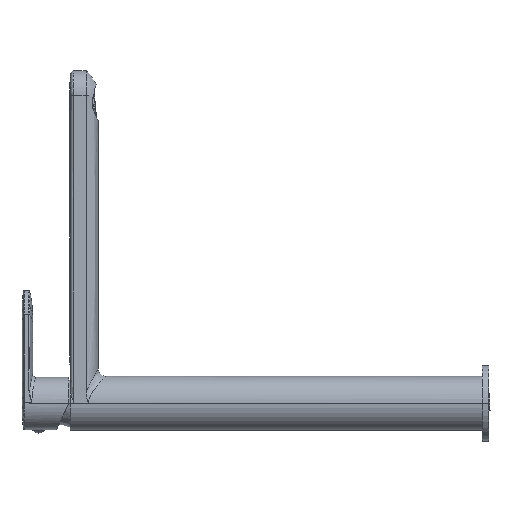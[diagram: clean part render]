
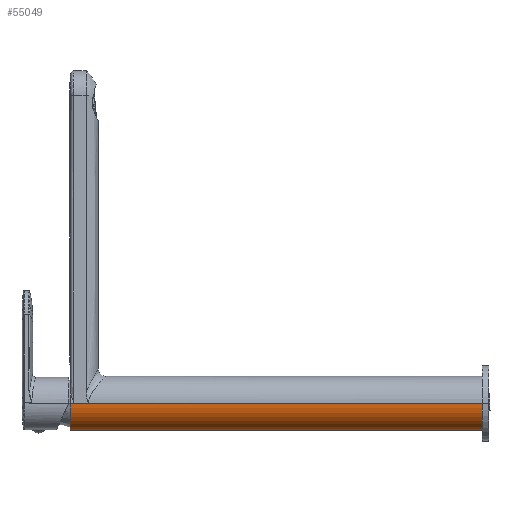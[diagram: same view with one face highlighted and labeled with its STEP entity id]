
A CAD part, left-side view. The second image highlights one B-rep face of the part: STEP entity #55049.
In plain terms, the highlighted cylindrical face has radius 18 mm (diameter 36 mm), a partial arc.
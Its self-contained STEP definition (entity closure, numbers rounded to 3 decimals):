
#173=DIRECTION('',(0.,1.,0.));
#174=VECTOR('',#173,274.);
#175=CARTESIAN_POINT('',(-18.,0.,0.));
#176=LINE('',#175,#174);
#18112=CARTESIAN_POINT('',(0.,0.,0.));
#18113=DIRECTION('',(0.,1.,0.));
#18114=DIRECTION('',(1.,0.,0.));
#18115=AXIS2_PLACEMENT_3D('',#18112,#18113,#18114);
#18117=DIRECTION('',(0.,1.,0.));
#18118=VECTOR('',#18117,274.);
#18119=CARTESIAN_POINT('',(18.,0.,0.));
#18120=LINE('',#18119,#18118);
#18121=CARTESIAN_POINT('',(0.,274.,0.));
#18122=DIRECTION('',(0.,1.,0.));
#18123=DIRECTION('',(1.,0.,0.));
#18124=AXIS2_PLACEMENT_3D('',#18121,#18122,#18123);
#21043=CARTESIAN_POINT('',(18.,274.,0.));
#21044=CARTESIAN_POINT('',(-18.,274.,0.));
#21045=VERTEX_POINT('',#21043);
#21046=VERTEX_POINT('',#21044);
#23464=CARTESIAN_POINT('',(18.,0.,0.));
#23465=CARTESIAN_POINT('',(-18.,0.,0.));
#23466=VERTEX_POINT('',#23464);
#23467=VERTEX_POINT('',#23465);
#55038=CARTESIAN_POINT('',(0.,-1.5,0.));
#55039=DIRECTION('',(0.,1.,0.));
#55040=DIRECTION('',(1.,0.,0.));
#55041=AXIS2_PLACEMENT_3D('',#55038,#55039,#55040);
#55042=CYLINDRICAL_SURFACE('',#55041,18.);
#55043=ORIENTED_EDGE('',*,*,#23655,.F.);
#55044=ORIENTED_EDGE('',*,*,#23632,.T.);
#55045=ORIENTED_EDGE('',*,*,#55016,.T.);
#55046=ORIENTED_EDGE('',*,*,#23614,.F.);
#55047=EDGE_LOOP('',(#55043,#55044,#55045,#55046));
#55048=FACE_OUTER_BOUND('',#55047,.F.);
#55049=ADVANCED_FACE('',(#55048),#55042,.T.);
#18116=CIRCLE('',#18115,18.);
#18125=CIRCLE('',#18124,18.);
#23614=EDGE_CURVE('',#23467,#21046,#176,.T.);
#23632=EDGE_CURVE('',#23466,#21045,#18120,.T.);
#23655=EDGE_CURVE('',#23466,#23467,#18116,.T.);
#55016=EDGE_CURVE('',#21045,#21046,#18125,.T.);
